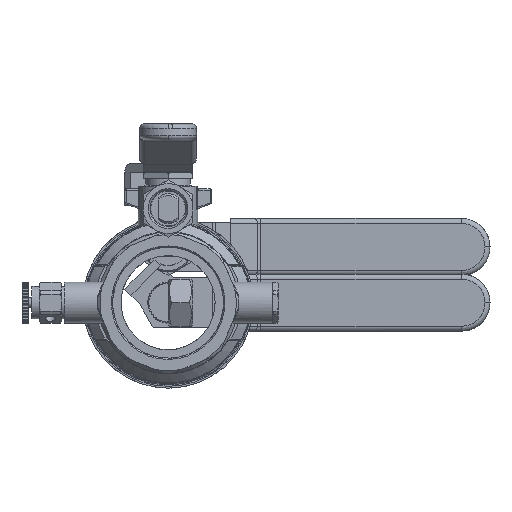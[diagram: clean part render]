
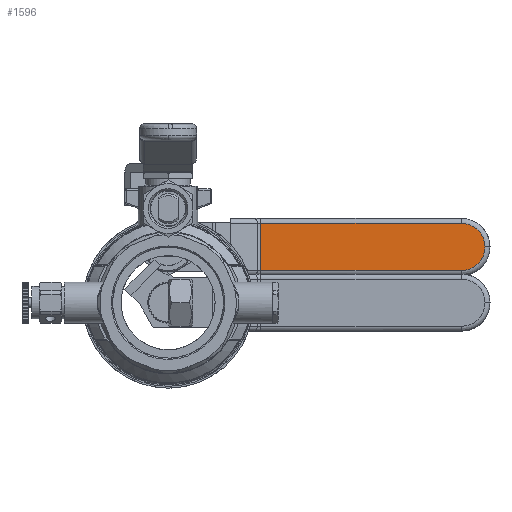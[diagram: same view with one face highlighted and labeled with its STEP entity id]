
A CAD part, front view. The second image highlights one B-rep face of the part: STEP entity #1596.
In plain terms, the highlighted planar face has unit normal (0, -1, 0).
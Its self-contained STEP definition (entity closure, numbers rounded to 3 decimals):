
#1596 = ADVANCED_FACE( '', ( #3737 ), #3738, .T. );
#3737 = FACE_OUTER_BOUND( '', #10693, .T. );
#3738 = PLANE( '', #10694 );
#10693 = EDGE_LOOP( '', ( #19965, #19966, #19967, #19968, #19969 ) );
#10694 = AXIS2_PLACEMENT_3D( '', #19970, #19971, #19972 );
#19965 = ORIENTED_EDGE( '', *, *, #25980, .T. );
#19966 = ORIENTED_EDGE( '', *, *, #24702, .T. );
#19967 = ORIENTED_EDGE( '', *, *, #25981, .T. );
#19968 = ORIENTED_EDGE( '', *, *, #25982, .T. );
#19969 = ORIENTED_EDGE( '', *, *, #25983, .F. );
#19970 = CARTESIAN_POINT( '', ( 36.6, 65.8, 22.5 ) );
#19971 = DIRECTION( '', ( 0., -1., 0. ) );
#19972 = DIRECTION( '', ( 0., 0., -1. ) );
#24702 = EDGE_CURVE( '', #27839, #27836, #27840, .T. );
#25980 = EDGE_CURVE( '', #29899, #27839, #29900, .T. );
#25981 = EDGE_CURVE( '', #27836, #29350, #29901, .T. );
#25982 = EDGE_CURVE( '', #29350, #29902, #29903, .T. );
#25983 = EDGE_CURVE( '', #29899, #29902, #29904, .T. );
#27836 = VERTEX_POINT( '', #32886 );
#27839 = VERTEX_POINT( '', #32898 );
#27840 = CIRCLE( '', #32899, 9.5 );
#29350 = VERTEX_POINT( '', #38013 );
#29899 = VERTEX_POINT( '', #40259 );
#29900 = CIRCLE( '', #40260, 9.5 );
#29901 = LINE( '', #40261, #40262 );
#29902 = VERTEX_POINT( '', #40263 );
#29903 = LINE( '', #40264, #40265 );
#29904 = LINE( '', #40266, #40267 );
#32886 = CARTESIAN_POINT( '', ( 118.5, 65.8, 32. ) );
#32898 = CARTESIAN_POINT( '', ( 128., 65.8, 22.5 ) );
#32899 = AXIS2_PLACEMENT_3D( '', #46003, #46004, #46005 );
#38013 = CARTESIAN_POINT( '', ( 37.328, 65.8, 32. ) );
#40259 = CARTESIAN_POINT( '', ( 118.5, 65.8, 13. ) );
#40260 = AXIS2_PLACEMENT_3D( '', #47050, #47051, #47052 );
#40261 = CARTESIAN_POINT( '', ( 78.664, 65.8, 32. ) );
#40262 = VECTOR( '', #47053, 1000. );
#40263 = CARTESIAN_POINT( '', ( 37.328, 65.8, 13. ) );
#40264 = CARTESIAN_POINT( '', ( 37.328, 65.8, 22.5 ) );
#40265 = VECTOR( '', #47054, 1000. );
#40266 = CARTESIAN_POINT( '', ( 78.664, 65.8, 13. ) );
#40267 = VECTOR( '', #47055, 1000. );
#46003 = CARTESIAN_POINT( '', ( 118.5, 65.8, 22.5 ) );
#46004 = DIRECTION( '', ( 0., -1., 0. ) );
#46005 = DIRECTION( '', ( 1., 0., 0. ) );
#47050 = CARTESIAN_POINT( '', ( 118.5, 65.8, 22.5 ) );
#47051 = DIRECTION( '', ( 0., -1., 0. ) );
#47052 = DIRECTION( '', ( 0., 0., -1. ) );
#47053 = DIRECTION( '', ( -1., 0., 0. ) );
#47054 = DIRECTION( '', ( 0., 0., -1. ) );
#47055 = DIRECTION( '', ( -1., 0., 0. ) );
